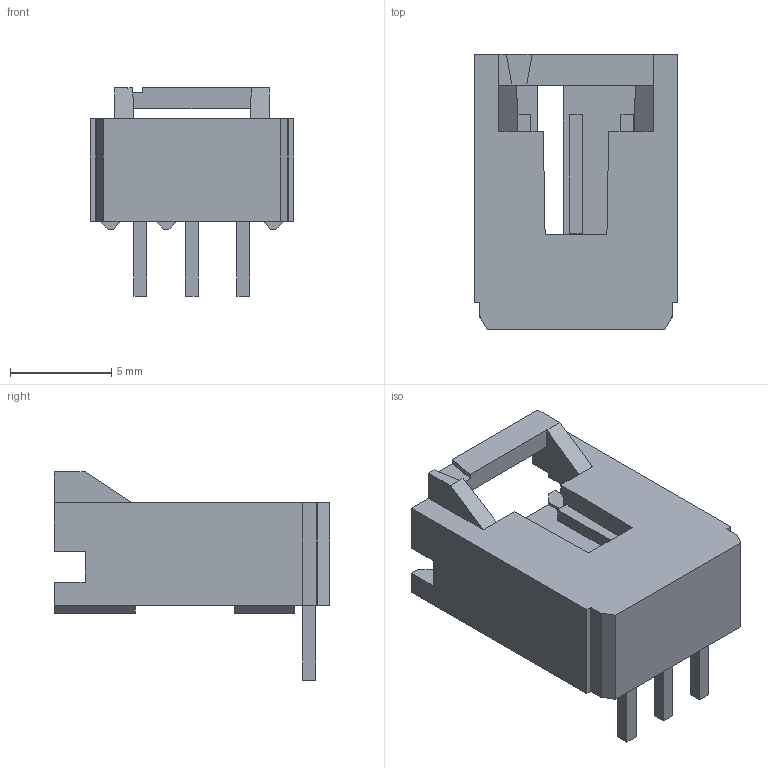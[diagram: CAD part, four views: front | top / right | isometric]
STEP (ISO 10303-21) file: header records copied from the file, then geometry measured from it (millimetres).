
FILE_DESCRIPTION(('FreeCAD Model'),'2;1');
FILE_NAME('C-5-103634-003.step','2018-08-29T20:01:10',( 'kicad StepUp'),('ksu MCAD'),'Open CASCADE STEP processor 7.2', 'FreeCAD','Unknown');
FILE_SCHEMA(('AUTOMOTIVE_DESIGN { 1 0 10303 214 1 1 1 1 }'));
Length unit declared in the file: millimetre
Products named in the file (1): C-5-103634-003
Bounding box: 10.03 x 13.59 x 10.28 mm (x, y, z)
Volume: 442.8 mm3; surface area: 768.3 mm2
Topology: 1 solids, 1 shells, 126 faces, 347 edges, 227 vertices
Faces by surface type: plane 124, cylinder 2
Entity records: 4810 total; most frequent: CARTESIAN_POINT 701, ORIENTED_EDGE 694, DIRECTION 605, EDGE_CURVE 347, LINE 343, VECTOR 343, VERTEX_POINT 227, FACE_BOUND 132
